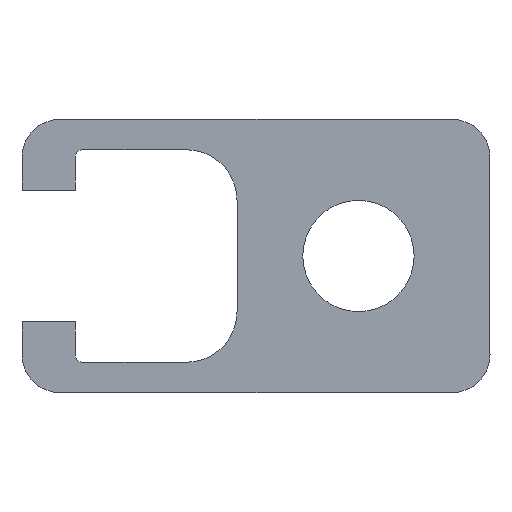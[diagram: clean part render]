
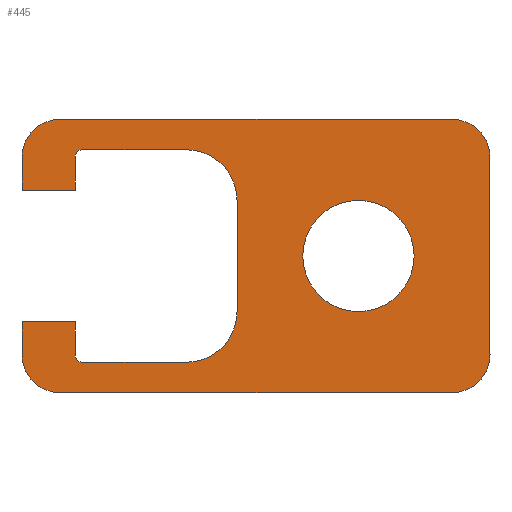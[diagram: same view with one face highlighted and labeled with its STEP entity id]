
A CAD part, front view. The second image highlights one B-rep face of the part: STEP entity #445.
In plain terms, the highlighted planar face has unit normal (0, -1, 0).
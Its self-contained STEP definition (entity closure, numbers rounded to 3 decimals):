
#15=LINE('',#627,#59);
#20=LINE('',#641,#64);
#24=LINE('',#653,#68);
#28=LINE('',#665,#72);
#31=LINE('',#671,#75);
#34=LINE('',#677,#78);
#38=LINE('',#689,#82);
#42=LINE('',#701,#86);
#46=LINE('',#713,#90);
#50=LINE('',#725,#94);
#53=LINE('',#731,#97);
#56=LINE('',#737,#100);
#59=VECTOR('',#500,4.1);
#64=VECTOR('',#513,4.4);
#68=VECTOR('',#525,4.1);
#72=VECTOR('',#537,1.3);
#75=VECTOR('',#542,2.1);
#78=VECTOR('',#547,1.3);
#82=VECTOR('',#559,15.5);
#86=VECTOR('',#571,7.8);
#90=VECTOR('',#583,15.5);
#94=VECTOR('',#595,1.3);
#97=VECTOR('',#600,2.1);
#100=VECTOR('',#605,1.3);
#115=PLANE('',#488);
#118=FACE_BOUND('',#166,.T.);
#141=FACE_OUTER_BOUND('',#165,.T.);
#165=EDGE_LOOP('',(#373,#374,#375,#376,#377,#378,#379,#380,#381,#382,#383,
#384,#385,#386,#387,#388,#389,#390,#391,#392));
#166=EDGE_LOOP('',(#393));
#170=CIRCLE('',#451,2.2);
#171=CIRCLE('',#454,2.);
#173=CIRCLE('',#458,2.);
#175=CIRCLE('',#462,0.3);
#177=CIRCLE('',#468,1.5);
#179=CIRCLE('',#472,1.5);
#181=CIRCLE('',#476,1.5);
#183=CIRCLE('',#480,1.5);
#185=CIRCLE('',#486,0.3);
#188=VERTEX_POINT('',#622);
#189=VERTEX_POINT('',#625);
#190=VERTEX_POINT('',#626);
#193=VERTEX_POINT('',#634);
#195=VERTEX_POINT('',#640);
#197=VERTEX_POINT('',#646);
#199=VERTEX_POINT('',#652);
#201=VERTEX_POINT('',#658);
#203=VERTEX_POINT('',#664);
#205=VERTEX_POINT('',#670);
#207=VERTEX_POINT('',#676);
#209=VERTEX_POINT('',#682);
#211=VERTEX_POINT('',#688);
#213=VERTEX_POINT('',#694);
#215=VERTEX_POINT('',#700);
#217=VERTEX_POINT('',#706);
#219=VERTEX_POINT('',#712);
#221=VERTEX_POINT('',#718);
#223=VERTEX_POINT('',#724);
#225=VERTEX_POINT('',#730);
#227=VERTEX_POINT('',#736);
#230=EDGE_CURVE('',#188,#188,#170,.T.);
#231=EDGE_CURVE('',#189,#190,#15,.T.);
#235=EDGE_CURVE('',#190,#193,#171,.T.);
#238=EDGE_CURVE('',#193,#195,#20,.T.);
#241=EDGE_CURVE('',#195,#197,#173,.T.);
#244=EDGE_CURVE('',#197,#199,#24,.T.);
#247=EDGE_CURVE('',#199,#201,#175,.T.);
#250=EDGE_CURVE('',#201,#203,#28,.T.);
#253=EDGE_CURVE('',#203,#205,#31,.T.);
#256=EDGE_CURVE('',#205,#207,#34,.T.);
#259=EDGE_CURVE('',#207,#209,#177,.T.);
#262=EDGE_CURVE('',#209,#211,#38,.T.);
#265=EDGE_CURVE('',#211,#213,#179,.T.);
#268=EDGE_CURVE('',#213,#215,#42,.T.);
#271=EDGE_CURVE('',#215,#217,#181,.T.);
#274=EDGE_CURVE('',#217,#219,#46,.T.);
#277=EDGE_CURVE('',#219,#221,#183,.T.);
#280=EDGE_CURVE('',#221,#223,#50,.T.);
#283=EDGE_CURVE('',#223,#225,#53,.T.);
#286=EDGE_CURVE('',#225,#227,#56,.T.);
#289=EDGE_CURVE('',#227,#189,#185,.T.);
#373=ORIENTED_EDGE('',*,*,#289,.T.);
#374=ORIENTED_EDGE('',*,*,#231,.T.);
#375=ORIENTED_EDGE('',*,*,#235,.T.);
#376=ORIENTED_EDGE('',*,*,#238,.T.);
#377=ORIENTED_EDGE('',*,*,#241,.T.);
#378=ORIENTED_EDGE('',*,*,#244,.T.);
#379=ORIENTED_EDGE('',*,*,#247,.T.);
#380=ORIENTED_EDGE('',*,*,#250,.T.);
#381=ORIENTED_EDGE('',*,*,#253,.T.);
#382=ORIENTED_EDGE('',*,*,#256,.T.);
#383=ORIENTED_EDGE('',*,*,#259,.T.);
#384=ORIENTED_EDGE('',*,*,#262,.T.);
#385=ORIENTED_EDGE('',*,*,#265,.T.);
#386=ORIENTED_EDGE('',*,*,#268,.T.);
#387=ORIENTED_EDGE('',*,*,#271,.T.);
#388=ORIENTED_EDGE('',*,*,#274,.T.);
#389=ORIENTED_EDGE('',*,*,#277,.T.);
#390=ORIENTED_EDGE('',*,*,#280,.T.);
#391=ORIENTED_EDGE('',*,*,#283,.T.);
#392=ORIENTED_EDGE('',*,*,#286,.T.);
#393=ORIENTED_EDGE('',*,*,#230,.T.);
#445=ADVANCED_FACE('',(#141,#118),#115,.F.);
#451=AXIS2_PLACEMENT_3D('',#623,#496,#497);
#454=AXIS2_PLACEMENT_3D('',#635,#506,#507);
#458=AXIS2_PLACEMENT_3D('',#647,#518,#519);
#462=AXIS2_PLACEMENT_3D('',#659,#530,#531);
#468=AXIS2_PLACEMENT_3D('',#683,#552,#553);
#472=AXIS2_PLACEMENT_3D('',#695,#564,#565);
#476=AXIS2_PLACEMENT_3D('',#707,#576,#577);
#480=AXIS2_PLACEMENT_3D('',#719,#588,#589);
#486=AXIS2_PLACEMENT_3D('',#742,#610,#611);
#488=AXIS2_PLACEMENT_3D('',#744,#614,#615);
#496=DIRECTION('center_axis',(0.,1.,0.));
#497=DIRECTION('ref_axis',(1.,0.,0.));
#500=DIRECTION('',(1.,0.,0.));
#506=DIRECTION('center_axis',(0.,1.,0.));
#507=DIRECTION('ref_axis',(0.,0.,1.));
#513=DIRECTION('',(0.,0.,-1.));
#518=DIRECTION('center_axis',(0.,1.,0.));
#519=DIRECTION('ref_axis',(1.,0.,0.));
#525=DIRECTION('',(-1.,0.,0.));
#530=DIRECTION('center_axis',(0.,1.,0.));
#531=DIRECTION('ref_axis',(0.,0.,-1.));
#537=DIRECTION('',(0.,0.,1.));
#542=DIRECTION('',(-1.,0.,0.));
#547=DIRECTION('',(0.,0.,-1.));
#552=DIRECTION('center_axis',(0.,-1.,0.));
#553=DIRECTION('ref_axis',(0.,0.,1.));
#559=DIRECTION('',(1.,0.,0.));
#564=DIRECTION('center_axis',(0.,-1.,0.));
#565=DIRECTION('ref_axis',(-1.,0.,0.));
#571=DIRECTION('',(0.,0.,1.));
#576=DIRECTION('center_axis',(0.,-1.,0.));
#577=DIRECTION('ref_axis',(0.,0.,-1.));
#583=DIRECTION('',(-1.,0.,0.));
#588=DIRECTION('center_axis',(0.,-1.,0.));
#589=DIRECTION('ref_axis',(1.,0.,0.));
#595=DIRECTION('',(0.,0.,-1.));
#600=DIRECTION('',(1.,0.,0.));
#605=DIRECTION('',(0.,0.,1.));
#610=DIRECTION('center_axis',(0.,1.,0.));
#611=DIRECTION('ref_axis',(-1.,0.,0.));
#614=DIRECTION('center_axis',(0.,1.,0.));
#615=DIRECTION('ref_axis',(0.,0.,1.));
#622=CARTESIAN_POINT('',(1.85,0.,0.));
#623=CARTESIAN_POINT('Origin',(4.05,0.,0.));
#625=CARTESIAN_POINT('',(-6.85,0.,4.2));
#626=CARTESIAN_POINT('',(-2.75,0.,4.2));
#627=CARTESIAN_POINT('',(-6.85,0.,4.2));
#634=CARTESIAN_POINT('',(-0.75,0.,2.2));
#635=CARTESIAN_POINT('Origin',(-2.75,0.,2.2));
#640=CARTESIAN_POINT('',(-0.75,0.,-2.2));
#641=CARTESIAN_POINT('',(-0.75,0.,2.2));
#646=CARTESIAN_POINT('',(-2.75,0.,-4.2));
#647=CARTESIAN_POINT('Origin',(-2.75,0.,-2.2));
#652=CARTESIAN_POINT('',(-6.85,0.,-4.2));
#653=CARTESIAN_POINT('',(-2.75,0.,-4.2));
#658=CARTESIAN_POINT('',(-7.15,0.,-3.9));
#659=CARTESIAN_POINT('Origin',(-6.85,0.,-3.9));
#664=CARTESIAN_POINT('',(-7.15,0.,-2.6));
#665=CARTESIAN_POINT('',(-7.15,0.,-3.9));
#670=CARTESIAN_POINT('',(-9.25,0.,-2.6));
#671=CARTESIAN_POINT('',(-7.15,0.,-2.6));
#676=CARTESIAN_POINT('',(-9.25,0.,-3.9));
#677=CARTESIAN_POINT('',(-9.25,0.,-2.6));
#682=CARTESIAN_POINT('',(-7.75,0.,-5.4));
#683=CARTESIAN_POINT('Origin',(-7.75,0.,-3.9));
#688=CARTESIAN_POINT('',(7.75,0.,-5.4));
#689=CARTESIAN_POINT('',(-7.75,0.,-5.4));
#694=CARTESIAN_POINT('',(9.25,0.,-3.9));
#695=CARTESIAN_POINT('Origin',(7.75,0.,-3.9));
#700=CARTESIAN_POINT('',(9.25,0.,3.9));
#701=CARTESIAN_POINT('',(9.25,0.,-3.9));
#706=CARTESIAN_POINT('',(7.75,0.,5.4));
#707=CARTESIAN_POINT('Origin',(7.75,0.,3.9));
#712=CARTESIAN_POINT('',(-7.75,0.,5.4));
#713=CARTESIAN_POINT('',(7.75,0.,5.4));
#718=CARTESIAN_POINT('',(-9.25,0.,3.9));
#719=CARTESIAN_POINT('Origin',(-7.75,0.,3.9));
#724=CARTESIAN_POINT('',(-9.25,0.,2.6));
#725=CARTESIAN_POINT('',(-9.25,0.,3.9));
#730=CARTESIAN_POINT('',(-7.15,0.,2.6));
#731=CARTESIAN_POINT('',(-9.25,0.,2.6));
#736=CARTESIAN_POINT('',(-7.15,0.,3.9));
#737=CARTESIAN_POINT('',(-7.15,0.,2.6));
#742=CARTESIAN_POINT('Origin',(-6.85,0.,3.9));
#744=CARTESIAN_POINT('Origin',(-0.812,0.,0.));
